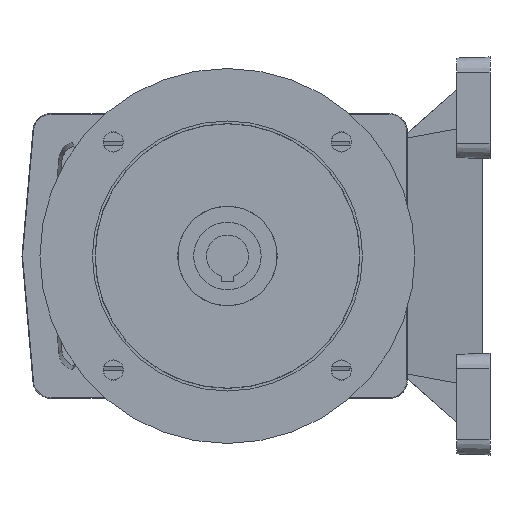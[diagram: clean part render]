
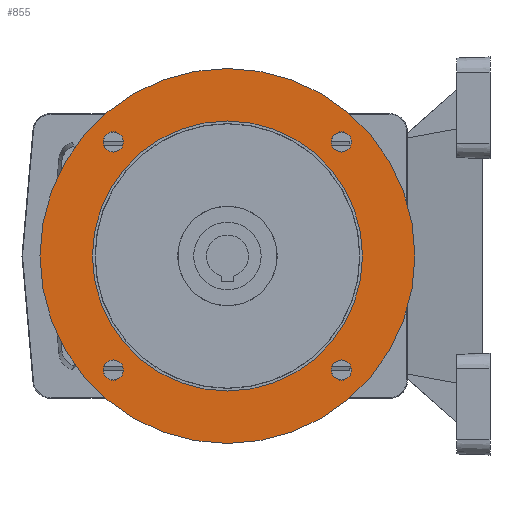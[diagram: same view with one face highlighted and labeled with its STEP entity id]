
A CAD part, left-side view. The second image highlights one B-rep face of the part: STEP entity #855.
In plain terms, the highlighted planar face has unit normal (-1, 0, 0).
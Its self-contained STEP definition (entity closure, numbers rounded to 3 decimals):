
#855 = ADVANCED_FACE( 'NONE', ( #1966, #1967, #1968, #1969, #1970, #1971 ), #1972, .T. );
#1966 = FACE_OUTER_BOUND( '', #3436, .T. );
#1967 = FACE_BOUND( '', #3437, .T. );
#1968 = FACE_BOUND( '', #3438, .T. );
#1969 = FACE_BOUND( '', #3439, .T. );
#1970 = FACE_BOUND( '', #3440, .T. );
#1971 = FACE_BOUND( '', #3441, .T. );
#1972 = PLANE( '', #3442 );
#3436 = EDGE_LOOP( '', ( #5891 ) );
#3437 = EDGE_LOOP( '', ( #5892 ) );
#3438 = EDGE_LOOP( '', ( #5893 ) );
#3439 = EDGE_LOOP( '', ( #5894 ) );
#3440 = EDGE_LOOP( '', ( #5895 ) );
#3441 = EDGE_LOOP( '', ( #5896 ) );
#3442 = AXIS2_PLACEMENT_3D( '', #5897, #5898, #5899 );
#5891 = ORIENTED_EDGE( '', *, *, #8960, .T. );
#5892 = ORIENTED_EDGE( '', *, *, #8792, .T. );
#5893 = ORIENTED_EDGE( '', *, *, #8961, .T. );
#5894 = ORIENTED_EDGE( '', *, *, #8711, .T. );
#5895 = ORIENTED_EDGE( '', *, *, #8962, .T. );
#5896 = ORIENTED_EDGE( '', *, *, #8923, .T. );
#5897 = CARTESIAN_POINT( '', ( -80.705, -110., 102.478 ) );
#5898 = DIRECTION( '', ( -1., 0., 0. ) );
#5899 = DIRECTION( '', ( 0., 0., -1. ) );
#8711 = EDGE_CURVE( 'NONE', #10654, #10654, #10655, .F. );
#8792 = EDGE_CURVE( 'NONE', #10771, #10771, #10772, .F. );
#8923 = EDGE_CURVE( 'NONE', #10959, #10959, #10960, .F. );
#8960 = EDGE_CURVE( 'NONE', #11016, #11016, #11017, .T. );
#8961 = EDGE_CURVE( 'NONE', #11018, #11018, #11019, .F. );
#8962 = EDGE_CURVE( 'NONE', #11020, #11020, #11021, .F. );
#10654 = VERTEX_POINT( '', #13503 );
#10655 = CIRCLE( '', #13504, 6.742 );
#10771 = VERTEX_POINT( '', #13670 );
#10772 = CIRCLE( '', #13671, 6.742 );
#10959 = VERTEX_POINT( '', #13959 );
#10960 = CIRCLE( '', #13960, 90. );
#11016 = VERTEX_POINT( '', #14035 );
#11017 = CIRCLE( '', #14036, 124.948 );
#11018 = VERTEX_POINT( '', #14037 );
#11019 = CIRCLE( '', #14038, 6.742 );
#11020 = VERTEX_POINT( '', #14039 );
#11021 = CIRCLE( '', #14040, 6.742 );
#13503 = CARTESIAN_POINT( '', ( -80.705, -56.014, 19.722 ) );
#13504 = AXIS2_PLACEMENT_3D( '', #15955, #15956, #15957 );
#13670 = CARTESIAN_POINT( '', ( -80.705, -56.014, 171.75 ) );
#13671 = AXIS2_PLACEMENT_3D( '', #16051, #16052, #16053 );
#13959 = CARTESIAN_POINT( '', ( -80.705, 20., 12.478 ) );
#13960 = AXIS2_PLACEMENT_3D( '', #16186, #16187, #16188 );
#14035 = CARTESIAN_POINT( '', ( -80.705, 20., -22.469 ) );
#14036 = AXIS2_PLACEMENT_3D( '', #16232, #16233, #16234 );
#14037 = CARTESIAN_POINT( '', ( -80.705, 96.014, 19.722 ) );
#14038 = AXIS2_PLACEMENT_3D( '', #16235, #16236, #16237 );
#14039 = CARTESIAN_POINT( '', ( -80.705, 96.014, 171.75 ) );
#14040 = AXIS2_PLACEMENT_3D( '', #16238, #16239, #16240 );
#15955 = CARTESIAN_POINT( '', ( -80.705, -56.014, 26.464 ) );
#15956 = DIRECTION( '', ( -1., 0., 0. ) );
#15957 = DIRECTION( '', ( 0., 0., -1. ) );
#16051 = CARTESIAN_POINT( '', ( -80.705, -56.014, 178.492 ) );
#16052 = DIRECTION( '', ( -1., 0., 0. ) );
#16053 = DIRECTION( '', ( 0., 0., -1. ) );
#16186 = CARTESIAN_POINT( '', ( -80.705, 20., 102.478 ) );
#16187 = DIRECTION( '', ( -1., 0., 0. ) );
#16188 = DIRECTION( '', ( 0., 0., -1. ) );
#16232 = CARTESIAN_POINT( '', ( -80.705, 20., 102.478 ) );
#16233 = DIRECTION( '', ( -1., 0., 0. ) );
#16234 = DIRECTION( '', ( 0., 0., -1. ) );
#16235 = CARTESIAN_POINT( '', ( -80.705, 96.014, 26.464 ) );
#16236 = DIRECTION( '', ( -1., 0., 0. ) );
#16237 = DIRECTION( '', ( 0., 0., -1. ) );
#16238 = CARTESIAN_POINT( '', ( -80.705, 96.014, 178.492 ) );
#16239 = DIRECTION( '', ( -1., 0., 0. ) );
#16240 = DIRECTION( '', ( 0., 0., -1. ) );
